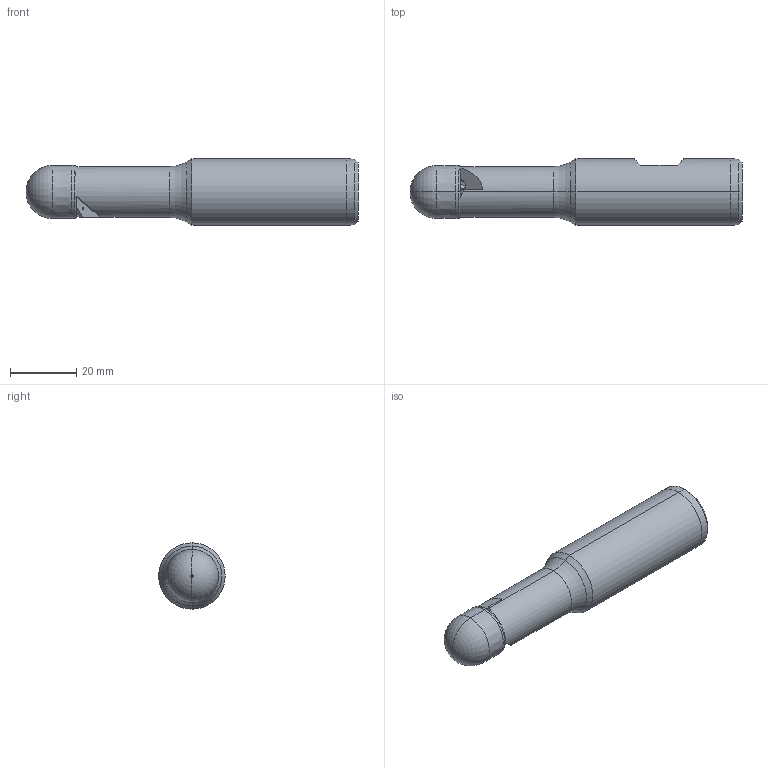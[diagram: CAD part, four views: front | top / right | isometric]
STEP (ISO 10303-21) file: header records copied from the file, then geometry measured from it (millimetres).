
FILE_DESCRIPTION (( 'STEP AP214' ), '1' );
FILE_NAME ('KF-16-43-K02-20.STEP', '2019-08-19T09:50:40', ( '' ), ( '' ), 'SwSTEP 2.0', 'SolidWorks 2019', '' );
FILE_SCHEMA (( 'AUTOMOTIVE_DESIGN' ));
Length unit declared in the file: millimetre
Products named in the file (1): KF-16-43-K02-20
Bounding box: 100 x 20 x 20 mm (x, y, z)
Volume: 23353.9 mm3; surface area: 7188.4 mm2
Topology: 1 solids, 1 shells, 87 faces, 217 edges, 135 vertices
Faces by surface type: plane 25, cone 24, torus 17, cylinder 17, sphere 2, bspline 2
Entity records: 3181 total; most frequent: CARTESIAN_POINT 947, ORIENTED_EDGE 430, DIRECTION 407, EDGE_CURVE 215, AXIS2_PLACEMENT_3D 172, VERTEX_POINT 135, EDGE_LOOP 92, FACE_OUTER_BOUND 87
